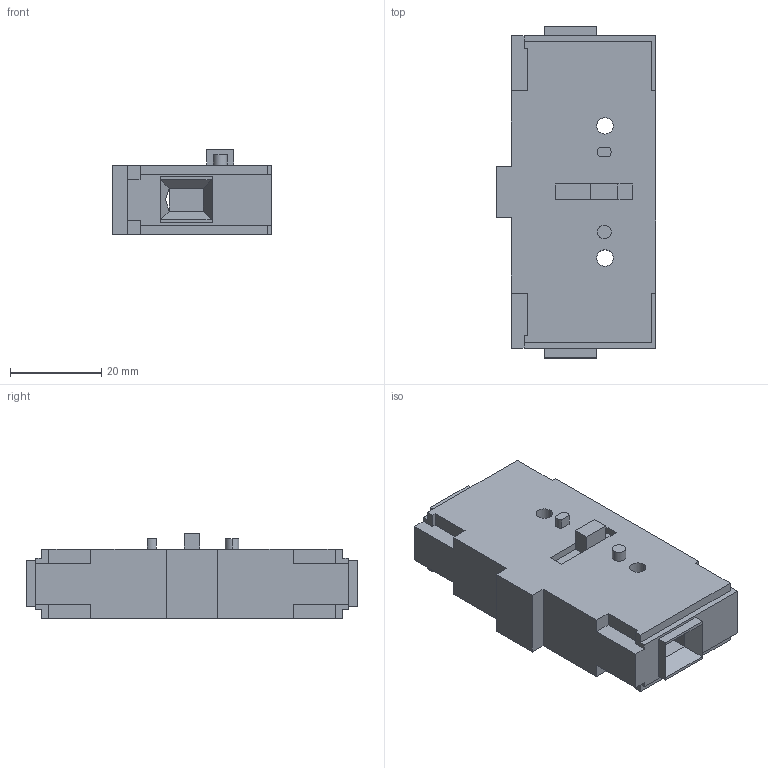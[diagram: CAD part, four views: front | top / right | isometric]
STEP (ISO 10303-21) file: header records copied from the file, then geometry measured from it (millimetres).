
FILE_DESCRIPTION((''),'2;1');
FILE_NAME('VZ0','2018-01-22T',('SESA468396'),('Schneider-Electric'),'PRO/ENGINEER BY PARAMETRIC TECHNOLOGY CORPORATION, 2015440','PRO/ENGINEER BY PARAMETRIC TECHNOLOGY CORPORATION, 2015440','');
FILE_SCHEMA(('CONFIG_CONTROL_DESIGN'));
Length unit declared in the file: millimetre
Products named in the file (1): VZ0
Bounding box: 35 x 72.8 x 18.6 mm (x, y, z)
Volume: 31045.9 mm3; surface area: 9636.4 mm2
Topology: 1 solids, 1 shells, 153 faces, 407 edges, 266 vertices
Faces by surface type: plane 137, cylinder 16
Entity records: 4723 total; most frequent: CARTESIAN_POINT 826, ORIENTED_EDGE 814, DIRECTION 753, EDGE_CURVE 407, VECTOR 367, LINE 367, VERTEX_POINT 266, AXIS2_PLACEMENT_3D 193
